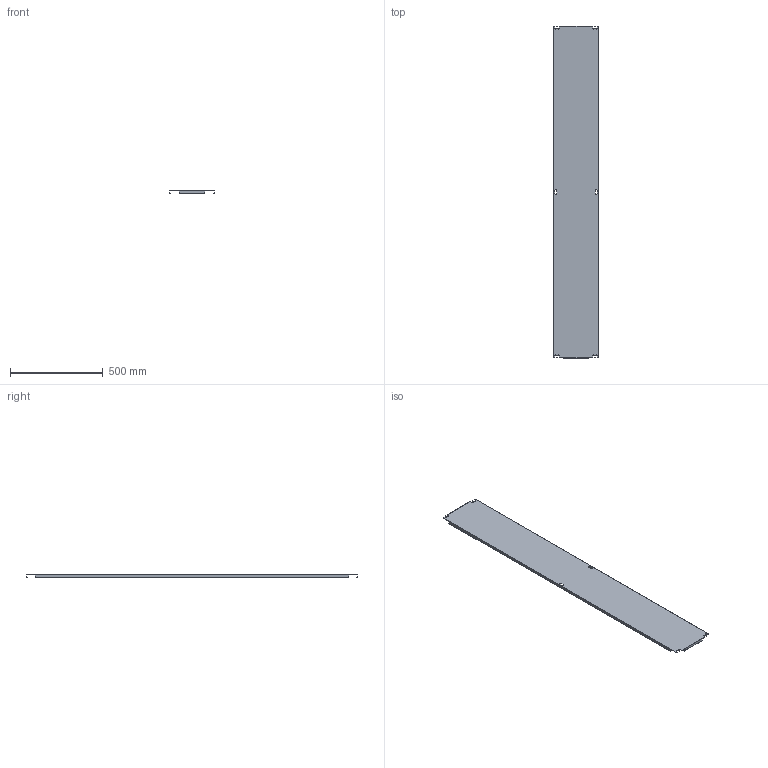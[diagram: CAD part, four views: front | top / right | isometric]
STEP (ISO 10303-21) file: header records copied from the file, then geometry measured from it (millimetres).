
FILE_DESCRIPTION((''),'2;1');
FILE_NAME('ASM0009_ASM','2023-02-10T13:22:03',('klemen.sitar'),('Audax d.o.o.'),'CREO PARAMETRIC BY PTC INC, 2021304','CREO PARAMETRIC BY PTC INC, 2021304','');
FILE_SCHEMA(('AP242_MANAGED_MODEL_BASED_3D_ENGINEERING_MIM_LF { 1 0 10303 442 1 1 4 }'));
Length unit declared in the file: millimetre
Products named in the file (3): PRT0003_1_1_1_1_2; 001337965_PM-G_2-12_ASM_1_1_ASM; ASM0009_ASM
Assembly tree (2 placements, depth 3):
  ASM0009_ASM
    001337965_PM-G_2-12_ASM_1_1_ASM
      PRT0003_1_1_1_1_2
Bounding box: 248 x 1790 x 15 mm (x, y, z)
Volume: 1035504.8 mm3; surface area: 1044643.9 mm2
Topology: 1 solids, 1 shells, 98 faces, 288 edges, 192 vertices
Faces by surface type: plane 86, cylinder 12
Entity records: 4562 total; most frequent: CARTESIAN_POINT 590, ORIENTED_EDGE 576, DIRECTION 520, PRESENTATION_STYLE_ASSIGNMENT 289, STYLED_ITEM 289, CURVE_STYLE 288, EDGE_CURVE 288, VECTOR 264
